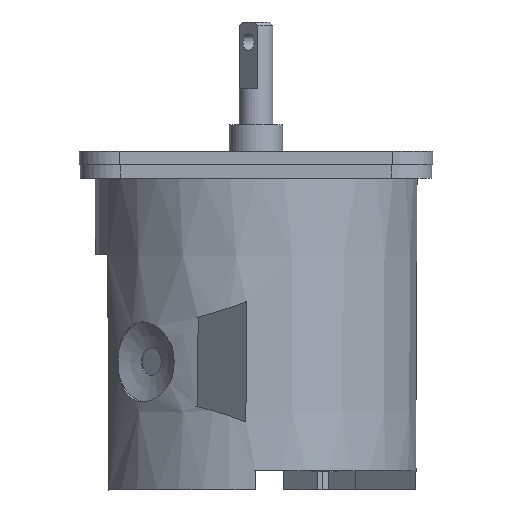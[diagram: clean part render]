
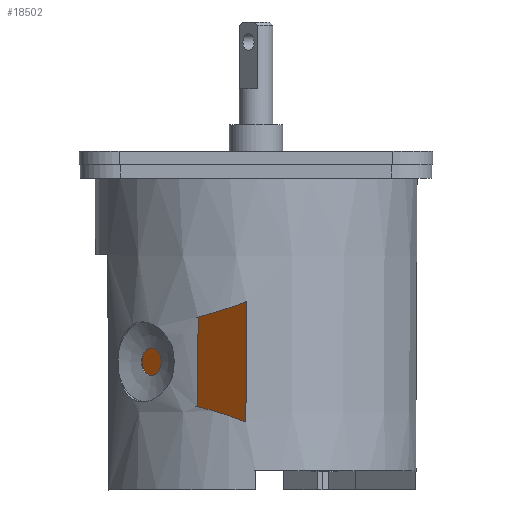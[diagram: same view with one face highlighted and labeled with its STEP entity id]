
A CAD part, left-side view. The second image highlights one B-rep face of the part: STEP entity #18502.
In plain terms, the highlighted planar face has unit normal (-0.707, 0.707, 0).
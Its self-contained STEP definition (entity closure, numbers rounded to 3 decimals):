
#15607=CARTESIAN_POINT('',(-24.028,1.428,107.81));
#15608=VERTEX_POINT('',#15607);
#15616=CARTESIAN_POINT('',(-23.946,1.51,89.81));
#15617=VERTEX_POINT('',#15616);
#15618=CARTESIAN_POINT('',(-24.028,1.428,107.81));
#15619=CARTESIAN_POINT('',(-23.987,1.469,98.777));
#15620=CARTESIAN_POINT('',(-23.946,1.51,89.81));
#15628=(BOUNDED_CURVE()B_SPLINE_CURVE(2,(#15618,#15619,#15620),.UNSPECIFIED.,.F.,.U.)B_SPLINE_CURVE_WITH_KNOTS((3,3),(0.0,1.8),.UNSPECIFIED.)CURVE()GEOMETRIC_REPRESENTATION_ITEM()RATIONAL_B_SPLINE_CURVE((1.0,1.,1.0))REPRESENTATION_ITEM(''));
#15629=EDGE_CURVE('',#15608,#15617,#15628,.T.);
#16640=CARTESIAN_POINT('',(-10.607,14.849,114.51));
#16641=VERTEX_POINT('',#16640);
#16642=CARTESIAN_POINT('',(-10.607,14.849,116.11));
#16643=VERTEX_POINT('',#16642);
#16644=CARTESIAN_POINT('',(-10.607,14.849,114.51));
#16645=DIRECTION('',(0.0,0.0,1.0));
#16646=VECTOR('',#16645,1.6);
#16647=LINE('',#16644,#16646);
#16648=EDGE_CURVE('',#16641,#16643,#16647,.T.);
#16872=CARTESIAN_POINT('',(-6.364,19.092,107.81));
#16873=VERTEX_POINT('',#16872);
#16880=CARTESIAN_POINT('',(-6.364,19.092,114.51));
#16881=VERTEX_POINT('',#16880);
#16882=CARTESIAN_POINT('',(-6.364,19.092,114.51));
#16883=DIRECTION('',(0.0,0.0,-1.0));
#16884=VECTOR('',#16883,6.7);
#16885=LINE('',#16882,#16884);
#16886=EDGE_CURVE('',#16881,#16873,#16885,.T.);
#16910=CARTESIAN_POINT('',(-14.849,10.607,114.51));
#16911=VERTEX_POINT('',#16910);
#16918=CARTESIAN_POINT('',(-19.092,6.364,114.51));
#16919=VERTEX_POINT('',#16918);
#16920=CARTESIAN_POINT('',(-14.849,10.607,114.51));
#16921=DIRECTION('',(-0.707,-0.707,0.0));
#16922=VECTOR('',#16921,6.);
#16923=LINE('',#16920,#16922);
#16924=EDGE_CURVE('',#16911,#16919,#16923,.T.);
#16941=CARTESIAN_POINT('',(-6.364,19.092,114.51));
#16942=DIRECTION('',(-0.707,-0.707,0.0));
#16943=VECTOR('',#16942,6.);
#16944=LINE('',#16941,#16943);
#16945=EDGE_CURVE('',#16881,#16641,#16944,.T.);
#16959=CARTESIAN_POINT('',(-19.092,6.364,89.81));
#16960=VERTEX_POINT('',#16959);
#16967=CARTESIAN_POINT('',(-19.092,6.364,79.61));
#16968=VERTEX_POINT('',#16967);
#16969=CARTESIAN_POINT('',(-19.092,6.364,79.61));
#16970=DIRECTION('',(0.0,0.0,1.0));
#16971=VECTOR('',#16970,10.2);
#16972=LINE('',#16969,#16971);
#16973=EDGE_CURVE('',#16968,#16960,#16972,.T.);
#17088=CARTESIAN_POINT('',(-15.556,9.899,82.51));
#17089=VERTEX_POINT('',#17088);
#17096=CARTESIAN_POINT('',(-9.899,15.556,82.51));
#17097=VERTEX_POINT('',#17096);
#17098=CARTESIAN_POINT('',(-9.899,15.556,82.51));
#17099=DIRECTION('',(-0.707,-0.707,0.0));
#17100=VECTOR('',#17099,8.);
#17101=LINE('',#17098,#17100);
#17102=EDGE_CURVE('',#17097,#17089,#17101,.T.);
#17239=CARTESIAN_POINT('',(-15.556,9.899,79.61));
#17240=VERTEX_POINT('',#17239);
#17256=CARTESIAN_POINT('',(-9.899,15.556,79.61));
#17257=VERTEX_POINT('',#17256);
#17264=CARTESIAN_POINT('',(-6.364,19.092,79.61));
#17265=VERTEX_POINT('',#17264);
#17266=CARTESIAN_POINT('',(-9.899,15.556,79.61));
#17267=DIRECTION('',(0.707,0.707,0.0));
#17268=VECTOR('',#17267,5.);
#17269=LINE('',#17266,#17268);
#17270=EDGE_CURVE('',#17257,#17265,#17269,.T.);
#17280=CARTESIAN_POINT('',(-19.092,6.364,79.61));
#17281=DIRECTION('',(0.707,0.707,0.0));
#17282=VECTOR('',#17281,5.);
#17283=LINE('',#17280,#17282);
#17284=EDGE_CURVE('',#16968,#17240,#17283,.T.);
#17345=CARTESIAN_POINT('',(-9.899,15.556,79.61));
#17346=DIRECTION('',(0.0,0.0,1.0));
#17347=VECTOR('',#17346,2.9);
#17348=LINE('',#17345,#17347);
#17349=EDGE_CURVE('',#17257,#17097,#17348,.T.);
#17362=CARTESIAN_POINT('',(-15.556,9.899,82.51));
#17363=DIRECTION('',(0.0,0.0,-1.0));
#17364=VECTOR('',#17363,2.9);
#17365=LINE('',#17362,#17364);
#17366=EDGE_CURVE('',#17089,#17240,#17365,.T.);
#17451=CARTESIAN_POINT('',(-6.364,19.092,89.81));
#17452=VERTEX_POINT('',#17451);
#17461=CARTESIAN_POINT('',(-6.364,19.092,89.81));
#17462=DIRECTION('',(0.0,0.0,-1.0));
#17463=VECTOR('',#17462,10.2);
#17464=LINE('',#17461,#17463);
#17465=EDGE_CURVE('',#17452,#17265,#17464,.T.);
#17475=CARTESIAN_POINT('',(-19.092,6.364,107.81));
#17476=VERTEX_POINT('',#17475);
#17485=CARTESIAN_POINT('',(-19.092,6.364,107.81));
#17486=DIRECTION('',(0.0,0.0,1.0));
#17487=VECTOR('',#17486,6.7);
#17488=LINE('',#17485,#17487);
#17489=EDGE_CURVE('',#17476,#16919,#17488,.T.);
#17570=CARTESIAN_POINT('',(-19.092,6.364,89.81));
#17571=DIRECTION('',(-0.707,-0.707,0.0));
#17572=VECTOR('',#17571,6.864);
#17573=LINE('',#17570,#17572);
#17574=EDGE_CURVE('',#16960,#15617,#17573,.T.);
#17585=CARTESIAN_POINT('',(-24.028,1.428,107.81));
#17586=DIRECTION('',(0.707,0.707,0.0));
#17587=VECTOR('',#17586,6.981);
#17588=LINE('',#17585,#17587);
#17589=EDGE_CURVE('',#15608,#17476,#17588,.T.);
#17603=CARTESIAN_POINT('',(-5.101,20.355,107.81));
#17604=VERTEX_POINT('',#17603);
#17611=CARTESIAN_POINT('',(-6.364,19.092,107.81));
#17612=DIRECTION('',(0.707,0.707,0.0));
#17613=VECTOR('',#17612,1.787);
#17614=LINE('',#17611,#17613);
#17615=EDGE_CURVE('',#16873,#17604,#17614,.T.);
#17626=CARTESIAN_POINT('',(-5.101,20.355,89.81));
#17627=VERTEX_POINT('',#17626);
#17628=CARTESIAN_POINT('',(-5.101,20.355,89.81));
#17629=DIRECTION('',(-0.707,-0.707,0.0));
#17630=VECTOR('',#17629,1.787);
#17631=LINE('',#17628,#17630);
#17632=EDGE_CURVE('',#17627,#17452,#17631,.T.);
#17924=CARTESIAN_POINT('',(-15.556,9.899,116.11));
#17925=VERTEX_POINT('',#17924);
#17932=CARTESIAN_POINT('',(-14.849,10.607,116.11));
#17933=VERTEX_POINT('',#17932);
#17934=CARTESIAN_POINT('',(-15.556,9.899,116.11));
#17935=DIRECTION('',(0.707,0.707,0.0));
#17936=VECTOR('',#17935,1.0);
#17937=LINE('',#17934,#17936);
#17938=EDGE_CURVE('',#17925,#17933,#17937,.T.);
#17948=CARTESIAN_POINT('',(-9.899,15.556,116.11));
#17949=VERTEX_POINT('',#17948);
#17950=CARTESIAN_POINT('',(-10.607,14.849,116.11));
#17951=DIRECTION('',(0.707,0.707,0.0));
#17952=VECTOR('',#17951,1.);
#17953=LINE('',#17950,#17952);
#17954=EDGE_CURVE('',#16643,#17949,#17953,.T.);
#18152=CARTESIAN_POINT('',(-9.899,15.556,116.81));
#18153=VERTEX_POINT('',#18152);
#18160=CARTESIAN_POINT('',(-15.556,9.899,116.81));
#18161=VERTEX_POINT('',#18160);
#18162=CARTESIAN_POINT('',(-9.899,15.556,116.81));
#18163=DIRECTION('',(-0.707,-0.707,0.0));
#18164=VECTOR('',#18163,8.);
#18165=LINE('',#18162,#18164);
#18166=EDGE_CURVE('',#18153,#18161,#18165,.T.);
#18451=CARTESIAN_POINT('',(-6.364,19.092,82.51));
#18452=DIRECTION('',(0.707,-0.707,0.));
#18453=DIRECTION('',(0.0,0.0,1.0));
#18454=AXIS2_PLACEMENT_3D('',#18451,#18452,#18453);
#18455=PLANE('',#18454);
#18456=ORIENTED_EDGE('',*,*,#17366,.T.);
#18457=ORIENTED_EDGE('',*,*,#17284,.F.);
#18458=ORIENTED_EDGE('',*,*,#16973,.T.);
#18459=ORIENTED_EDGE('',*,*,#17574,.T.);
#18460=ORIENTED_EDGE('',*,*,#15629,.F.);
#18461=ORIENTED_EDGE('',*,*,#17589,.T.);
#18462=ORIENTED_EDGE('',*,*,#17489,.T.);
#18463=ORIENTED_EDGE('',*,*,#16924,.F.);
#18464=CARTESIAN_POINT('',(-14.849,10.607,116.11));
#18465=DIRECTION('',(0.0,0.0,-1.0));
#18466=VECTOR('',#18465,1.6);
#18467=LINE('',#18464,#18466);
#18468=EDGE_CURVE('',#17933,#16911,#18467,.T.);
#18469=ORIENTED_EDGE('',*,*,#18468,.F.);
#18470=ORIENTED_EDGE('',*,*,#17938,.F.);
#18471=CARTESIAN_POINT('',(-15.556,9.899,116.11));
#18472=DIRECTION('',(0.0,0.0,1.0));
#18473=VECTOR('',#18472,0.7);
#18474=LINE('',#18471,#18473);
#18475=EDGE_CURVE('',#17925,#18161,#18474,.T.);
#18476=ORIENTED_EDGE('',*,*,#18475,.T.);
#18477=ORIENTED_EDGE('',*,*,#18166,.F.);
#18478=CARTESIAN_POINT('',(-9.899,15.556,116.11));
#18479=DIRECTION('',(0.0,0.0,1.0));
#18480=VECTOR('',#18479,0.7);
#18481=LINE('',#18478,#18480);
#18482=EDGE_CURVE('',#17949,#18153,#18481,.T.);
#18483=ORIENTED_EDGE('',*,*,#18482,.F.);
#18484=ORIENTED_EDGE('',*,*,#17954,.F.);
#18485=ORIENTED_EDGE('',*,*,#16648,.F.);
#18486=ORIENTED_EDGE('',*,*,#16945,.F.);
#18487=ORIENTED_EDGE('',*,*,#16886,.T.);
#18488=ORIENTED_EDGE('',*,*,#17615,.T.);
#18489=CARTESIAN_POINT('',(-5.101,20.355,89.81));
#18490=DIRECTION('',(0.0,0.0,1.0));
#18491=VECTOR('',#18490,18.);
#18492=LINE('',#18489,#18491);
#18493=EDGE_CURVE('',#17627,#17604,#18492,.T.);
#18494=ORIENTED_EDGE('',*,*,#18493,.F.);
#18495=ORIENTED_EDGE('',*,*,#17632,.T.);
#18496=ORIENTED_EDGE('',*,*,#17465,.T.);
#18497=ORIENTED_EDGE('',*,*,#17270,.F.);
#18498=ORIENTED_EDGE('',*,*,#17349,.T.);
#18499=ORIENTED_EDGE('',*,*,#17102,.T.);
#18500=EDGE_LOOP('',(#18456,#18457,#18458,#18459,#18460,#18461,#18462,#18463,#18469,#18470,#18476,#18477,#18483,#18484,#18485,#18486,#18487,#18488,#18494,#18495,#18496,#18497,#18498,#18499));
#18501=FACE_OUTER_BOUND('',#18500,.T.);
#18502=ADVANCED_FACE('',(#18501),#18455,.F.);
